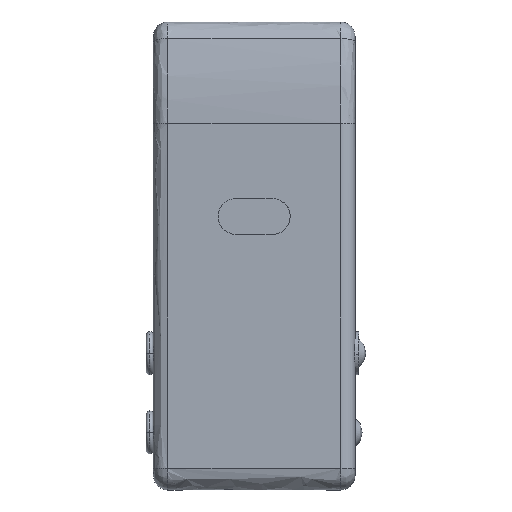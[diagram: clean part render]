
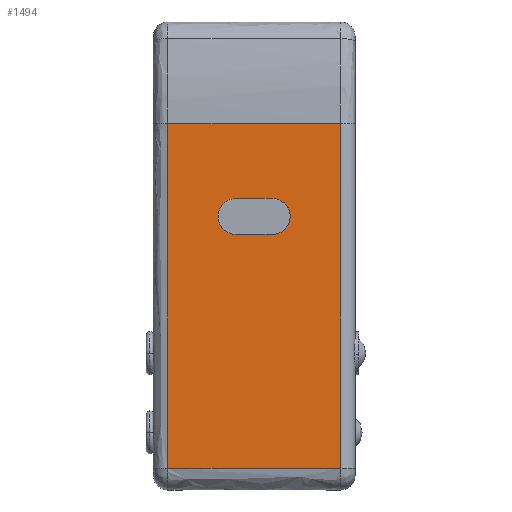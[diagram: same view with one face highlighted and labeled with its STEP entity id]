
A CAD part, front view. The second image highlights one B-rep face of the part: STEP entity #1494.
In plain terms, the highlighted free-form (B-spline) face has degree [1, 1] with [2, 2] control points.
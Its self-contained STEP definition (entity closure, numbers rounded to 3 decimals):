
#1216=CARTESIAN_POINT('',(-2.5,-11.3,4.5));
#1217=VERTEX_POINT('',#1216);
#1218=CARTESIAN_POINT('',(-2.5,-11.3,-0.5));
#1219=VERTEX_POINT('',#1218);
#1220=CARTESIAN_POINT('',(-2.5,-11.3,4.5));
#1221=CARTESIAN_POINT('',(-2.766,-11.3,4.5));
#1222=CARTESIAN_POINT('',(-3.175,-11.3,4.434));
#1223=CARTESIAN_POINT('',(-3.722,-11.3,4.2));
#1224=CARTESIAN_POINT('',(-4.121,-11.3,3.926));
#1225=CARTESIAN_POINT('',(-4.47,-11.3,3.564));
#1226=CARTESIAN_POINT('',(-4.728,-11.3,3.167));
#1227=CARTESIAN_POINT('',(-4.89,-11.3,2.768));
#1228=CARTESIAN_POINT('',(-4.992,-11.3,2.328));
#1229=CARTESIAN_POINT('',(-5.012,-11.3,1.917));
#1230=CARTESIAN_POINT('',(-4.952,-11.3,1.45));
#1231=CARTESIAN_POINT('',(-4.833,-11.3,1.067));
#1232=CARTESIAN_POINT('',(-4.628,-11.3,0.665));
#1233=CARTESIAN_POINT('',(-4.383,-11.3,0.335));
#1234=CARTESIAN_POINT('',(-4.046,-11.3,0.019));
#1235=CARTESIAN_POINT('',(-3.642,-11.3,-0.245));
#1236=CARTESIAN_POINT('',(-3.114,-11.3,-0.448));
#1237=CARTESIAN_POINT('',(-2.715,-11.3,-0.5));
#1238=CARTESIAN_POINT('',(-2.5,-11.3,-0.5));
#1239=B_SPLINE_CURVE_WITH_KNOTS('',3,(#1220,#1221,#1222,#1223,#1224,#1225,#1226,#1227,#1228,#1229,#1230,#1231,#1232,#1233,#1234,#1235,#1236,#1237,#1238),.UNSPECIFIED.,.F.,.U.,(4,1,1,1,1,1,1,1,1,1,1,1,1,1,1,1,4),(0.,0.798,1.227,1.779,2.24,2.731,3.191,3.528,4.08,4.418,4.939,5.277,5.768,6.167,6.658,7.21,7.854),.UNSPECIFIED.);
#1240=EDGE_CURVE('',#1217,#1219,#1239,.T.);
#1285=CARTESIAN_POINT('',(2.5,-11.3,-0.5));
#1286=VERTEX_POINT('',#1285);
#1287=CARTESIAN_POINT('',(2.5,-11.3,-0.5));
#1288=CARTESIAN_POINT('',(-2.5,-11.3,-0.5));
#1289=QUASI_UNIFORM_CURVE('',1,(#1287,#1288),.UNSPECIFIED.,.F.,.U.);
#1290=EDGE_CURVE('',#1286,#1219,#1289,.T.);
#1326=CARTESIAN_POINT('',(2.5,-11.3,4.5));
#1327=VERTEX_POINT('',#1326);
#1328=CARTESIAN_POINT('',(2.5,-11.3,-0.5));
#1329=CARTESIAN_POINT('',(2.674,-11.3,-0.5));
#1330=CARTESIAN_POINT('',(3.052,-11.3,-0.46));
#1331=CARTESIAN_POINT('',(3.578,-11.3,-0.279));
#1332=CARTESIAN_POINT('',(4.067,-11.3,0.026));
#1333=CARTESIAN_POINT('',(4.433,-11.3,0.387));
#1334=CARTESIAN_POINT('',(4.695,-11.3,0.78));
#1335=CARTESIAN_POINT('',(4.872,-11.3,1.173));
#1336=CARTESIAN_POINT('',(4.99,-11.3,1.63));
#1337=CARTESIAN_POINT('',(5.016,-11.3,2.155));
#1338=CARTESIAN_POINT('',(4.931,-11.3,2.641));
#1339=CARTESIAN_POINT('',(4.767,-11.3,3.083));
#1340=CARTESIAN_POINT('',(4.534,-11.3,3.483));
#1341=CARTESIAN_POINT('',(4.177,-11.3,3.881));
#1342=CARTESIAN_POINT('',(3.775,-11.3,4.168));
#1343=CARTESIAN_POINT('',(3.216,-11.3,4.424));
#1344=CARTESIAN_POINT('',(2.797,-11.3,4.5));
#1345=CARTESIAN_POINT('',(2.5,-11.3,4.5));
#1346=B_SPLINE_CURVE_WITH_KNOTS('',3,(#1328,#1329,#1330,#1331,#1332,#1333,#1334,#1335,#1336,#1337,#1338,#1339,#1340,#1341,#1342,#1343,#1344,#1345),.UNSPECIFIED.,.F.,.U.,(4,1,1,1,1,1,1,1,1,1,1,1,1,1,1,4),(0.,0.522,1.135,1.657,2.24,2.669,3.068,3.528,4.08,4.633,5.001,5.492,6.013,6.596,6.964,7.854),.UNSPECIFIED.);
#1347=EDGE_CURVE('',#1286,#1327,#1346,.T.);
#1385=CARTESIAN_POINT('',(-2.5,-11.3,4.5));
#1386=CARTESIAN_POINT('',(2.5,-11.3,4.5));
#1387=QUASI_UNIFORM_CURVE('',1,(#1385,#1386),.UNSPECIFIED.,.F.,.U.);
#1388=EDGE_CURVE('',#1217,#1327,#1387,.T.);
#1423=CARTESIAN_POINT('',(-12.,-11.3,14.905));
#1424=VERTEX_POINT('',#1423);
#1438=CARTESIAN_POINT('',(12.,-11.3,14.905));
#1439=VERTEX_POINT('',#1438);
#1440=CARTESIAN_POINT('',(12.,-11.3,14.905));
#1441=CARTESIAN_POINT('',(-12.,-11.3,14.905));
#1442=QUASI_UNIFORM_CURVE('',1,(#1440,#1441),.UNSPECIFIED.,.F.,.U.);
#1443=EDGE_CURVE('',#1439,#1424,#1442,.T.);
#1461=CARTESIAN_POINT('',(-13.199,-11.3,17.297));
#1462=CARTESIAN_POINT('',(-13.199,-11.3,-35.393));
#1463=CARTESIAN_POINT('',(13.199,-11.3,17.297));
#1464=CARTESIAN_POINT('',(13.199,-11.3,-35.393));
#1465=B_SPLINE_SURFACE_WITH_KNOTS('',1,1,((#1461,#1463),(#1462,#1464)),.UNSPECIFIED.,.F.,.F.,.U.,(2,2),(2,2),(0.0,52.69),(0.0,26.398),.UNSPECIFIED.);
#1466=ORIENTED_EDGE('',*,*,#1443,.T.);
#1467=CARTESIAN_POINT('',(-12.,-11.3,-33.));
#1468=VERTEX_POINT('',#1467);
#1469=CARTESIAN_POINT('',(-12.,-11.3,14.905));
#1470=CARTESIAN_POINT('',(-12.,-11.3,-33.));
#1471=QUASI_UNIFORM_CURVE('',1,(#1469,#1470),.UNSPECIFIED.,.F.,.U.);
#1472=EDGE_CURVE('',#1424,#1468,#1471,.T.);
#1473=ORIENTED_EDGE('',*,*,#1472,.T.);
#1474=CARTESIAN_POINT('',(12.,-11.3,-33.));
#1475=VERTEX_POINT('',#1474);
#1476=CARTESIAN_POINT('',(12.,-11.3,-33.));
#1477=CARTESIAN_POINT('',(-12.,-11.3,-33.));
#1478=QUASI_UNIFORM_CURVE('',1,(#1476,#1477),.UNSPECIFIED.,.F.,.U.);
#1479=EDGE_CURVE('',#1475,#1468,#1478,.T.);
#1480=ORIENTED_EDGE('',*,*,#1479,.F.);
#1481=CARTESIAN_POINT('',(12.,-11.3,-33.));
#1482=CARTESIAN_POINT('',(12.,-11.3,14.905));
#1483=QUASI_UNIFORM_CURVE('',1,(#1481,#1482),.UNSPECIFIED.,.F.,.U.);
#1484=EDGE_CURVE('',#1475,#1439,#1483,.T.);
#1485=ORIENTED_EDGE('',*,*,#1484,.T.);
#1486=EDGE_LOOP('',(#1466,#1473,#1480,#1485));
#1487=FACE_OUTER_BOUND('',#1486,.T.);
#1488=ORIENTED_EDGE('',*,*,#1240,.F.);
#1489=ORIENTED_EDGE('',*,*,#1388,.T.);
#1490=ORIENTED_EDGE('',*,*,#1347,.F.);
#1491=ORIENTED_EDGE('',*,*,#1290,.T.);
#1492=EDGE_LOOP('',(#1488,#1489,#1490,#1491));
#1493=FACE_BOUND('',#1492,.T.);
#1494=ADVANCED_FACE('',(#1487,#1493),#1465,.T.);
